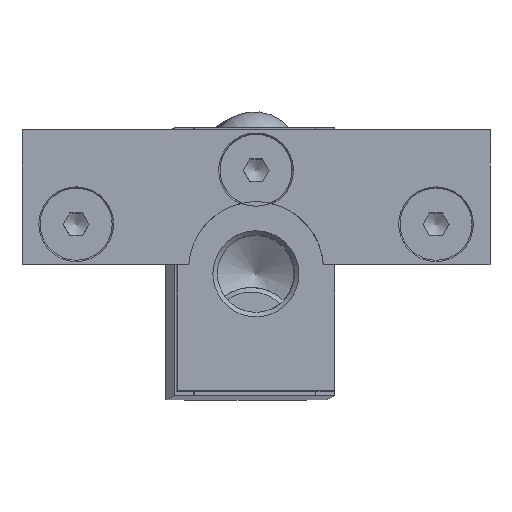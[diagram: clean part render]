
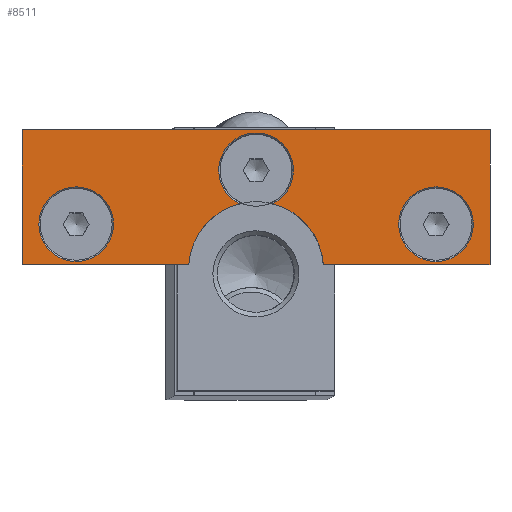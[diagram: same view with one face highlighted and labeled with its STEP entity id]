
A CAD part, top view. The second image highlights one B-rep face of the part: STEP entity #8511.
In plain terms, the highlighted planar face has unit normal (0.004, 0, 1).
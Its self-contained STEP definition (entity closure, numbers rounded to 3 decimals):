
#263=FACE_BOUND('',#2186,.T.);
#264=FACE_BOUND('',#2187,.T.);
#434=PLANE('',#9394);
#738=LINE('',#14517,#1154);
#739=LINE('',#14519,#1155);
#740=LINE('',#14521,#1156);
#741=LINE('',#14523,#1157);
#742=LINE('',#14524,#1158);
#1154=VECTOR('',#11312,10.);
#1155=VECTOR('',#11313,10.);
#1156=VECTOR('',#11314,10.);
#1157=VECTOR('',#11315,10.);
#1158=VECTOR('',#11316,10.);
#1732=FACE_OUTER_BOUND('',#2185,.T.);
#2185=EDGE_LOOP('',(#6481,#6482,#6483,#6484,#6485,#6486,#6487,#6488));
#2186=EDGE_LOOP('',(#6489));
#2187=EDGE_LOOP('',(#6490));
#2813=CIRCLE('',#9361,7.5);
#2815=CIRCLE('',#9363,7.5);
#2829=CIRCLE('',#9393,4.15);
#2830=CIRCLE('',#9395,4.15);
#2831=CIRCLE('',#9396,4.15);
#3609=VERTEX_POINT('',#14382);
#3610=VERTEX_POINT('',#14387);
#3613=VERTEX_POINT('',#14393);
#3614=VERTEX_POINT('',#14395);
#3650=VERTEX_POINT('',#14511);
#3651=VERTEX_POINT('',#14516);
#3652=VERTEX_POINT('',#14518);
#3653=VERTEX_POINT('',#14520);
#3654=VERTEX_POINT('',#14522);
#3655=VERTEX_POINT('',#14525);
#4670=EDGE_CURVE('',#3610,#3609,#2813,.T.);
#4674=EDGE_CURVE('',#3614,#3613,#2815,.T.);
#4721=EDGE_CURVE('',#3650,#3650,#2829,.T.);
#4723=EDGE_CURVE('',#3614,#3609,#2830,.T.);
#4724=EDGE_CURVE('',#3613,#3651,#738,.T.);
#4725=EDGE_CURVE('',#3651,#3652,#739,.T.);
#4726=EDGE_CURVE('',#3652,#3653,#740,.T.);
#4727=EDGE_CURVE('',#3653,#3654,#741,.T.);
#4728=EDGE_CURVE('',#3654,#3610,#742,.T.);
#4729=EDGE_CURVE('',#3655,#3655,#2831,.T.);
#6481=ORIENTED_EDGE('',*,*,#4723,.F.);
#6482=ORIENTED_EDGE('',*,*,#4674,.T.);
#6483=ORIENTED_EDGE('',*,*,#4724,.T.);
#6484=ORIENTED_EDGE('',*,*,#4725,.T.);
#6485=ORIENTED_EDGE('',*,*,#4726,.T.);
#6486=ORIENTED_EDGE('',*,*,#4727,.T.);
#6487=ORIENTED_EDGE('',*,*,#4728,.T.);
#6488=ORIENTED_EDGE('',*,*,#4670,.T.);
#6489=ORIENTED_EDGE('',*,*,#4729,.F.);
#6490=ORIENTED_EDGE('',*,*,#4721,.F.);
#8511=ADVANCED_FACE('',(#1732,#263,#264),#434,.T.);
#9361=AXIS2_PLACEMENT_3D('',#14388,#11214,#11215);
#9363=AXIS2_PLACEMENT_3D('',#14396,#11220,#11221);
#9393=AXIS2_PLACEMENT_3D('',#14512,#11305,#11306);
#9394=AXIS2_PLACEMENT_3D('',#14514,#11308,#11309);
#9395=AXIS2_PLACEMENT_3D('',#14515,#11310,#11311);
#9396=AXIS2_PLACEMENT_3D('',#14526,#11317,#11318);
#11214=DIRECTION('center_axis',(-0.004,0.,
-1.));
#11215=DIRECTION('ref_axis',(0.998,0.067,-0.004));
#11220=DIRECTION('center_axis',(-0.004,0.,
-1.));
#11221=DIRECTION('ref_axis',(0.998,0.067,-0.004));
#11305=DIRECTION('center_axis',(0.004,0.,
1.));
#11306=DIRECTION('ref_axis',(-1.,0.,0.004));
#11308=DIRECTION('center_axis',(0.004,0.,
1.));
#11309=DIRECTION('ref_axis',(1.,0.,-0.004));
#11310=DIRECTION('center_axis',(0.004,0.,
1.));
#11311=DIRECTION('ref_axis',(-1.,0.,0.004));
#11312=DIRECTION('',(1.,0.,-0.004));
#11313=DIRECTION('',(0.,1.,0.));
#11314=DIRECTION('',(-1.,0.,0.004));
#11315=DIRECTION('',(0.,-1.,0.));
#11316=DIRECTION('',(1.,0.,-0.004));
#11317=DIRECTION('center_axis',(0.004,0.,
1.));
#11318=DIRECTION('ref_axis',(-1.,0.,0.004));
#14382=CARTESIAN_POINT('',(-27.302,14.87,65.578));
#14387=CARTESIAN_POINT('',(-32.958,8.096,65.599));
#14388=CARTESIAN_POINT('Origin',(-25.475,7.596,65.571));
#14393=CARTESIAN_POINT('',(-17.991,8.096,65.543));
#14395=CARTESIAN_POINT('',(-23.647,14.87,65.564));
#14396=CARTESIAN_POINT('Origin',(-25.475,7.596,65.571));
#14511=CARTESIAN_POINT('',(-1.325,12.596,65.48));
#14512=CARTESIAN_POINT('Origin',(-5.475,12.596,65.495));
#14514=CARTESIAN_POINT('Origin',(-25.475,16.045,65.571));
#14515=CARTESIAN_POINT('Origin',(-25.475,18.596,65.571));
#14516=CARTESIAN_POINT('',(0.525,8.096,65.473));
#14517=CARTESIAN_POINT('',(0.525,8.096,65.473));
#14518=CARTESIAN_POINT('',(0.525,23.096,65.473));
#14519=CARTESIAN_POINT('',(0.525,23.096,65.473));
#14520=CARTESIAN_POINT('',(-51.474,23.096,65.669));
#14521=CARTESIAN_POINT('',(-51.474,23.096,65.669));
#14522=CARTESIAN_POINT('',(-51.474,8.096,65.669));
#14523=CARTESIAN_POINT('',(-51.474,8.096,65.669));
#14524=CARTESIAN_POINT('',(-32.958,8.096,65.599));
#14525=CARTESIAN_POINT('',(-41.324,12.596,65.631));
#14526=CARTESIAN_POINT('Origin',(-45.474,12.596,65.647));
